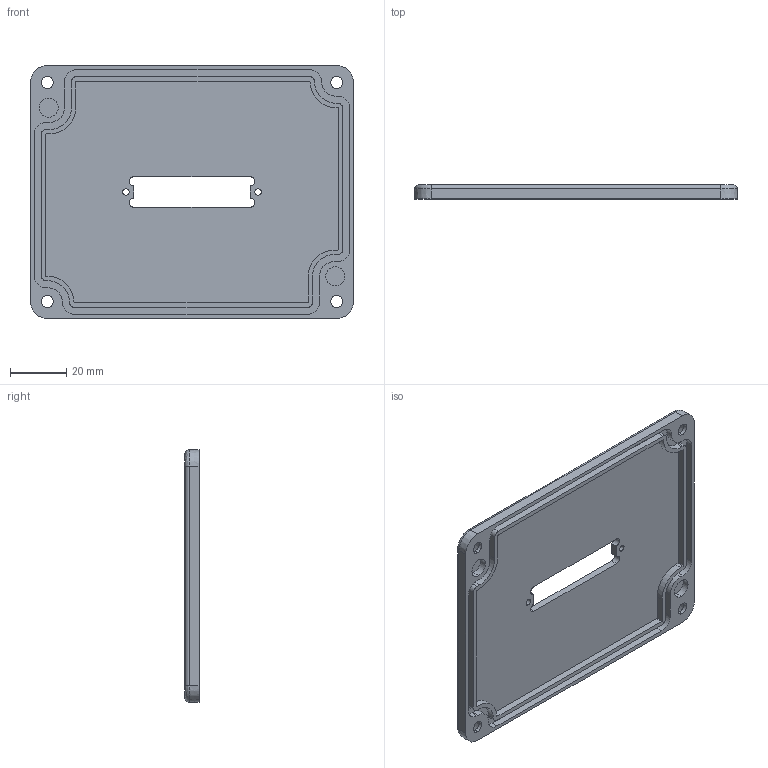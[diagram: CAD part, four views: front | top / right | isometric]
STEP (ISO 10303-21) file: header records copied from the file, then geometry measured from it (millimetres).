
FILE_DESCRIPTION (( 'STEP AP203' ), '1' );
FILE_NAME ('AN-1304-A-lid-machined.STEP', '2024-02-27T03:41:13', ( '' ), ( '' ), 'SwSTEP 2.0', 'SolidWorks 2023', '' );
FILE_SCHEMA (( 'CONFIG_CONTROL_DESIGN' ));
Length unit declared in the file: inch
Products named in the file (1): AN-1304-A-lid-machined
Bounding box: 115 x 5 x 90 mm (x, y, z)
Volume: 27870.4 mm3; surface area: 24670.3 mm2
Topology: 1 solids, 1 shells, 121 faces, 332 edges, 218 vertices
Faces by surface type: cylinder 60, plane 45, cone 12, bspline 4
Entity records: 4147 total; most frequent: CARTESIAN_POINT 848, DIRECTION 706, ORIENTED_EDGE 664, EDGE_CURVE 332, AXIS2_PLACEMENT_3D 260, VERTEX_POINT 218, VECTOR 186, LINE 186
